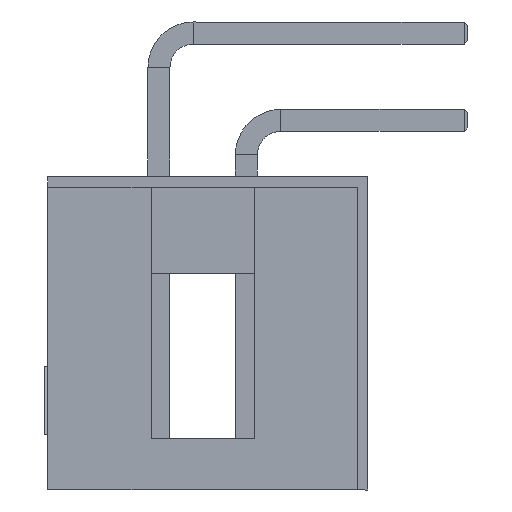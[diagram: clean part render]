
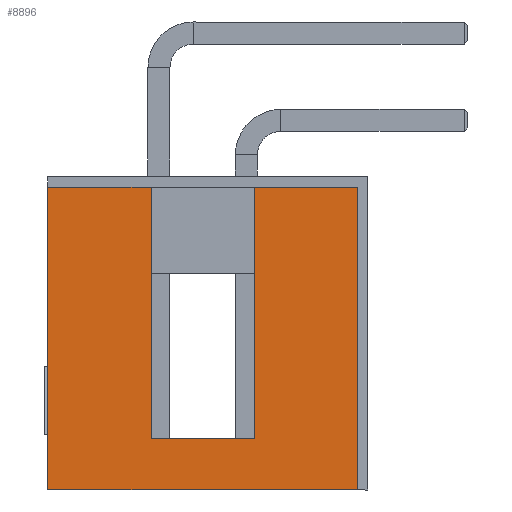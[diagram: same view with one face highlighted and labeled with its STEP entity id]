
A CAD part, left-side view. The second image highlights one B-rep face of the part: STEP entity #8896.
In plain terms, the highlighted planar face has unit normal (-1, 0, 0).
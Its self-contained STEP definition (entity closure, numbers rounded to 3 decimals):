
#13 = VERTEX_POINT ( 'NONE', #6231 ) ;
#172 = VECTOR ( 'NONE', #8870, 1000. ) ;
#282 = AXIS2_PLACEMENT_3D ( 'NONE', #1096, #6646, #954 ) ;
#511 = CARTESIAN_POINT ( 'NONE',  ( -7.61, 0.3, -12.01 ) ) ;
#548 = VECTOR ( 'NONE', #1524, 1000. ) ;
#662 = LINE ( 'NONE', #3347, #5061 ) ;
#954 = DIRECTION ( 'NONE',  ( 0., 1., 0. ) ) ;
#1073 = CARTESIAN_POINT ( 'NONE',  ( -7.61, 4.8, -3.21 ) ) ;
#1096 = CARTESIAN_POINT ( 'NONE',  ( -7.61, 4.8, -12.01 ) ) ;
#1145 = PLANE ( 'NONE',  #282 ) ;
#1291 = ORIENTED_EDGE ( 'NONE', *, *, #1993, .F. ) ;
#1442 = LINE ( 'NONE', #4332, #3135 ) ;
#1524 = DIRECTION ( 'NONE',  ( 0., 0., 1. ) ) ;
#1592 = CARTESIAN_POINT ( 'NONE',  ( -7.61, 9.3, -3.21 ) ) ;
#1616 = EDGE_CURVE ( 'NONE', #7304, #6504, #7593, .T. ) ;
#1776 = LINE ( 'NONE', #6667, #4281 ) ;
#1919 = CARTESIAN_POINT ( 'NONE',  ( -7.61, 0.3, -3.21 ) ) ;
#1993 = EDGE_CURVE ( 'NONE', #8746, #7833, #1442, .T. ) ;
#2063 = CARTESIAN_POINT ( 'NONE',  ( -7.61, 3.3, -3.21 ) ) ;
#2589 = EDGE_CURVE ( 'NONE', #4326, #7307, #1776, .T. ) ;
#2910 = ORIENTED_EDGE ( 'NONE', *, *, #7005, .T. ) ;
#2992 = ORIENTED_EDGE ( 'NONE', *, *, #8542, .T. ) ;
#3135 = VECTOR ( 'NONE', #7080, 1000. ) ;
#3347 = CARTESIAN_POINT ( 'NONE',  ( -7.61, 6.3, -10.51 ) ) ;
#3370 = LINE ( 'NONE', #6108, #172 ) ;
#3513 = LINE ( 'NONE', #4242, #548 ) ;
#3556 = LINE ( 'NONE', #6389, #8768 ) ;
#3897 = LINE ( 'NONE', #1073, #5440 ) ;
#3915 = FACE_OUTER_BOUND ( 'NONE', #7699, .T. ) ;
#4242 = CARTESIAN_POINT ( 'NONE',  ( -7.61, 9.3, -12.01 ) ) ;
#4281 = VECTOR ( 'NONE', #6543, 1000. ) ;
#4326 = VERTEX_POINT ( 'NONE', #1592 ) ;
#4332 = CARTESIAN_POINT ( 'NONE',  ( -7.61, 3.3, -10.51 ) ) ;
#4876 = DIRECTION ( 'NONE',  ( 0., 0., 1. ) ) ;
#5061 = VECTOR ( 'NONE', #6133, 1000. ) ;
#5420 = ORIENTED_EDGE ( 'NONE', *, *, #8244, .F. ) ;
#5440 = VECTOR ( 'NONE', #7413, 1000. ) ;
#5486 = ORIENTED_EDGE ( 'NONE', *, *, #2589, .F. ) ;
#5739 = EDGE_CURVE ( 'NONE', #13, #7307, #662, .T. ) ;
#6042 = VECTOR ( 'NONE', #4876, 1000. ) ;
#6108 = CARTESIAN_POINT ( 'NONE',  ( -7.61, 4.8, -12.01 ) ) ;
#6133 = DIRECTION ( 'NONE',  ( 0., 0., 1. ) ) ;
#6231 = CARTESIAN_POINT ( 'NONE',  ( -7.61, 6.3, -10.51 ) ) ;
#6380 = ORIENTED_EDGE ( 'NONE', *, *, #5739, .T. ) ;
#6389 = CARTESIAN_POINT ( 'NONE',  ( -7.61, 4.8, -10.51 ) ) ;
#6504 = VERTEX_POINT ( 'NONE', #1919 ) ;
#6543 = DIRECTION ( 'NONE',  ( 0., -1., 0. ) ) ;
#6646 = DIRECTION ( 'NONE',  ( -1., 0., 0. ) ) ;
#6667 = CARTESIAN_POINT ( 'NONE',  ( -7.61, 4.8, -3.21 ) ) ;
#6669 = VERTEX_POINT ( 'NONE', #8173 ) ;
#6909 = CARTESIAN_POINT ( 'NONE',  ( -7.61, 0.3, -12.01 ) ) ;
#7005 = EDGE_CURVE ( 'NONE', #6669, #7304, #3370, .T. ) ;
#7014 = ORIENTED_EDGE ( 'NONE', *, *, #1616, .T. ) ;
#7080 = DIRECTION ( 'NONE',  ( 0., 0., 1. ) ) ;
#7121 = DIRECTION ( 'NONE',  ( 0., 1., 0. ) ) ;
#7304 = VERTEX_POINT ( 'NONE', #511 ) ;
#7307 = VERTEX_POINT ( 'NONE', #8069 ) ;
#7413 = DIRECTION ( 'NONE',  ( 0., -1., 0. ) ) ;
#7593 = LINE ( 'NONE', #6909, #6042 ) ;
#7699 = EDGE_LOOP ( 'NONE', ( #5420, #1291, #2992, #6380, #5486, #8859, #2910, #7014 ) ) ;
#7833 = VERTEX_POINT ( 'NONE', #2063 ) ;
#8069 = CARTESIAN_POINT ( 'NONE',  ( -7.61, 6.3, -3.21 ) ) ;
#8173 = CARTESIAN_POINT ( 'NONE',  ( -7.61, 9.3, -12.01 ) ) ;
#8244 = EDGE_CURVE ( 'NONE', #7833, #6504, #3897, .T. ) ;
#8497 = EDGE_CURVE ( 'NONE', #6669, #4326, #3513, .T. ) ;
#8542 = EDGE_CURVE ( 'NONE', #8746, #13, #3556, .T. ) ;
#8746 = VERTEX_POINT ( 'NONE', #8832 ) ;
#8768 = VECTOR ( 'NONE', #7121, 1000. ) ;
#8832 = CARTESIAN_POINT ( 'NONE',  ( -7.61, 3.3, -10.51 ) ) ;
#8859 = ORIENTED_EDGE ( 'NONE', *, *, #8497, .F. ) ;
#8870 = DIRECTION ( 'NONE',  ( 0., -1., 0. ) ) ;
#8896 = ADVANCED_FACE ( 'NONE', ( #3915 ), #1145, .T. ) ;
